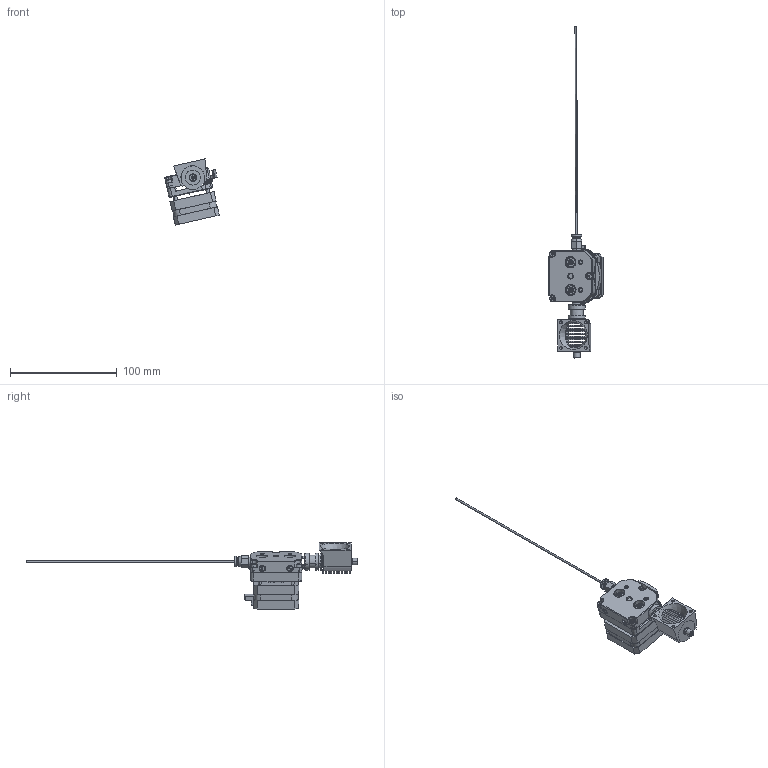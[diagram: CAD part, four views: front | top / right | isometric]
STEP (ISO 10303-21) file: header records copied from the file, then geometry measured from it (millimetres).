
FILE_DESCRIPTION (( 'STEP AP214' ), '1' );
FILE_NAME ('OMG-V2 C.STEP', '2021-02-25T11:50:35', ( '倢毞' ), ( '倢毞馱釬弅' ), 'SwSTEP 2.0', 'SolidWorks 2017', '' );
FILE_SCHEMA (( 'AUTOMOTIVE_DESIGN' ));
Length unit declared in the file: millimetre
Products named in the file (1): OMG-V2 C
Bounding box: 51.16 x 311.33 x 61.9 mm (x, y, z)
Surface area: 35948.1 mm2 (no closed solid volume)
Topology: 0 solids, 64 shells, 660 faces, 2747 edges, 2106 vertices
Faces by surface type: cylinder 347, plane 229, cone 56, torus 18, sphere 8, bspline 2
Entity records: 38253 total; most frequent: CARTESIAN_POINT 7293, DIRECTION 5680, ORIENTED_EDGE 4136, EDGE_CURVE 2732, AXIS2_PLACEMENT_3D 2347, VERTEX_POINT 2101, CIRCLE 1688, LINE 986
